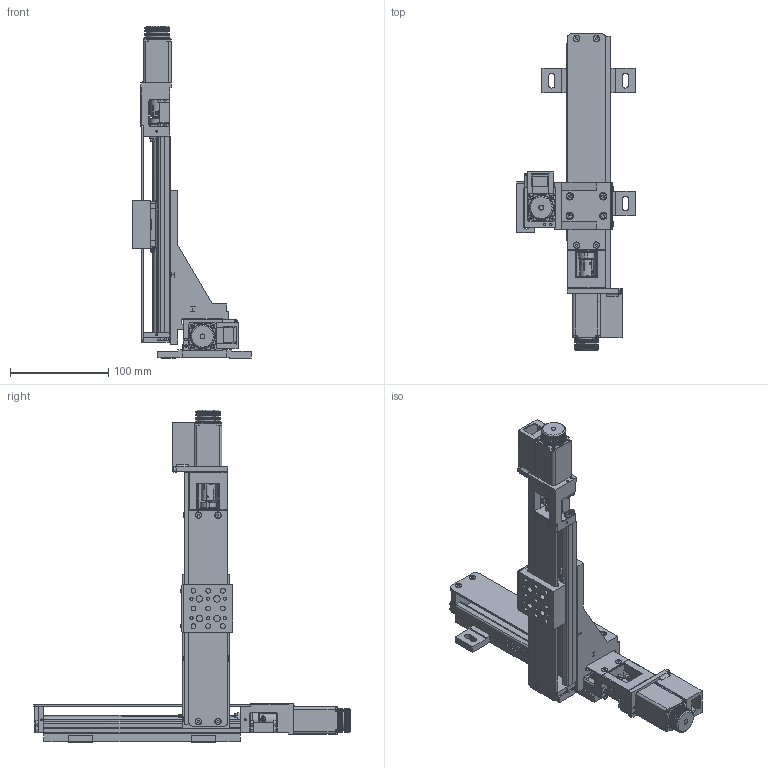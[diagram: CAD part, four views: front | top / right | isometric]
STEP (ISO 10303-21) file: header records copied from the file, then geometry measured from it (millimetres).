
FILE_DESCRIPTION(/* description */ (''),/* implementation_level */ '2;1');
FILE_NAME(/* name */ '03_TS136-SM2-XZ',/* time_stamp */ '2025-05-27T14:13:05+03:00',/* author */ (''),/* organization */ (''),/* preprocessor_version */ 'ST-DEVELOPER v16.5',/* originating_system */ 'Rhino 7.34',/* authorisation */ '');
FILE_SCHEMA (('AUTOMOTIVE_DESIGN'));
Products named in the file (1): Document
Bounding box: 120.7 x 322.3 x 338 mm (x, y, z)
Volume: 662334.1 mm3; surface area: 273964.5 mm2
Topology: 1 solids, 9 shells, 4562 faces, 13281 edges, 8794 vertices
Faces by surface type: plane 2810, cylinder 1342, bspline 410
Entity records: 150778 total; most frequent: CARTESIAN_POINT 66671, ORIENTED_EDGE 26358, EDGE_CURVE 13195, VERTEX_POINT 8794, B_SPLINE_CURVE_WITH_KNOTS 8762, EDGE_LOOP 4963, ADVANCED_FACE 4562, FACE_OUTER_BOUND 4562
